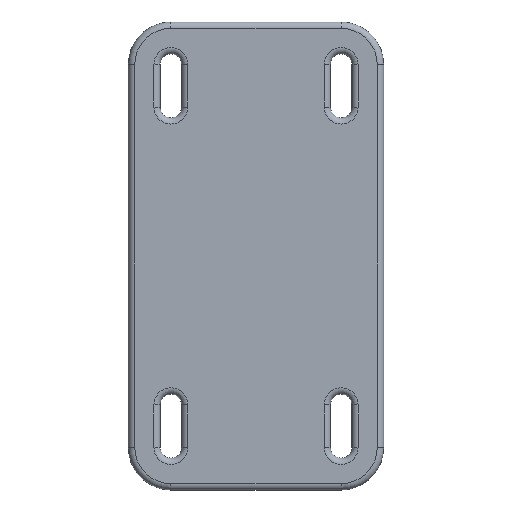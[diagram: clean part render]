
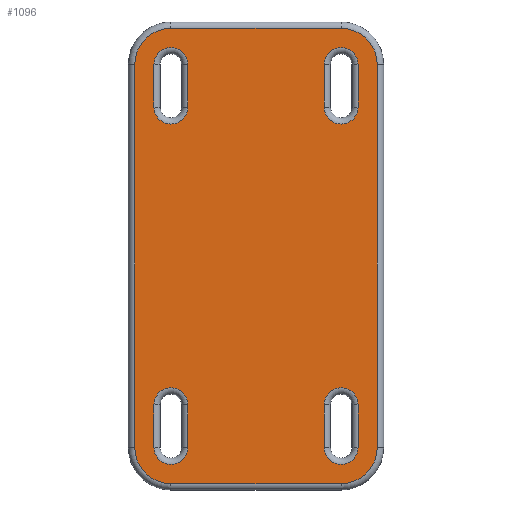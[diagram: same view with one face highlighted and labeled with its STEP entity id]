
A CAD part, top view. The second image highlights one B-rep face of the part: STEP entity #1096.
In plain terms, the highlighted planar face has unit normal (0, 0, 1).
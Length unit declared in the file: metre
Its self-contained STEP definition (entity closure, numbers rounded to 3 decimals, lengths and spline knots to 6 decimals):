
#40=CIRCLE('',#1188,0.0085);
#41=CIRCLE('',#1189,0.0085);
#42=CIRCLE('',#1190,0.0085);
#43=CIRCLE('',#1191,0.0085);
#44=CIRCLE('',#1192,0.004);
#45=CIRCLE('',#1193,0.004);
#46=CIRCLE('',#1194,0.004);
#47=CIRCLE('',#1195,0.004);
#48=CIRCLE('',#1196,0.004);
#49=CIRCLE('',#1197,0.004);
#50=CIRCLE('',#1198,0.004);
#51=CIRCLE('',#1199,0.004);
#192=ORIENTED_EDGE('',*,*,#524,.T.);
#193=ORIENTED_EDGE('',*,*,#525,.T.);
#194=ORIENTED_EDGE('',*,*,#526,.T.);
#195=ORIENTED_EDGE('',*,*,#527,.T.);
#196=ORIENTED_EDGE('',*,*,#528,.T.);
#197=ORIENTED_EDGE('',*,*,#529,.T.);
#198=ORIENTED_EDGE('',*,*,#530,.T.);
#199=ORIENTED_EDGE('',*,*,#531,.T.);
#200=ORIENTED_EDGE('',*,*,#532,.T.);
#201=ORIENTED_EDGE('',*,*,#533,.T.);
#202=ORIENTED_EDGE('',*,*,#534,.T.);
#203=ORIENTED_EDGE('',*,*,#535,.T.);
#204=ORIENTED_EDGE('',*,*,#536,.T.);
#205=ORIENTED_EDGE('',*,*,#537,.T.);
#206=ORIENTED_EDGE('',*,*,#538,.T.);
#207=ORIENTED_EDGE('',*,*,#539,.T.);
#208=ORIENTED_EDGE('',*,*,#540,.T.);
#209=ORIENTED_EDGE('',*,*,#541,.T.);
#210=ORIENTED_EDGE('',*,*,#542,.T.);
#211=ORIENTED_EDGE('',*,*,#543,.T.);
#212=ORIENTED_EDGE('',*,*,#544,.T.);
#213=ORIENTED_EDGE('',*,*,#545,.T.);
#214=ORIENTED_EDGE('',*,*,#546,.T.);
#215=ORIENTED_EDGE('',*,*,#547,.T.);
#524=EDGE_CURVE('',#688,#689,#784,.T.);
#525=EDGE_CURVE('',#689,#690,#40,.T.);
#526=EDGE_CURVE('',#690,#691,#785,.T.);
#527=EDGE_CURVE('',#691,#692,#41,.T.);
#528=EDGE_CURVE('',#692,#693,#786,.F.);
#529=EDGE_CURVE('',#693,#694,#42,.T.);
#530=EDGE_CURVE('',#694,#695,#787,.F.);
#531=EDGE_CURVE('',#695,#688,#43,.T.);
#532=EDGE_CURVE('',#696,#697,#788,.F.);
#533=EDGE_CURVE('',#697,#698,#44,.F.);
#534=EDGE_CURVE('',#698,#699,#789,.F.);
#535=EDGE_CURVE('',#699,#696,#45,.F.);
#536=EDGE_CURVE('',#700,#701,#790,.F.);
#537=EDGE_CURVE('',#701,#702,#46,.F.);
#538=EDGE_CURVE('',#702,#703,#791,.F.);
#539=EDGE_CURVE('',#703,#700,#47,.F.);
#540=EDGE_CURVE('',#704,#705,#792,.F.);
#541=EDGE_CURVE('',#705,#706,#48,.F.);
#542=EDGE_CURVE('',#706,#707,#793,.F.);
#543=EDGE_CURVE('',#707,#704,#49,.F.);
#544=EDGE_CURVE('',#708,#709,#794,.F.);
#545=EDGE_CURVE('',#709,#710,#50,.F.);
#546=EDGE_CURVE('',#710,#711,#795,.F.);
#547=EDGE_CURVE('',#711,#708,#51,.F.);
#688=VERTEX_POINT('',#1806);
#689=VERTEX_POINT('',#1807);
#690=VERTEX_POINT('',#1809);
#691=VERTEX_POINT('',#1811);
#692=VERTEX_POINT('',#1813);
#693=VERTEX_POINT('',#1815);
#694=VERTEX_POINT('',#1817);
#695=VERTEX_POINT('',#1819);
#696=VERTEX_POINT('',#1822);
#697=VERTEX_POINT('',#1823);
#698=VERTEX_POINT('',#1825);
#699=VERTEX_POINT('',#1827);
#700=VERTEX_POINT('',#1830);
#701=VERTEX_POINT('',#1831);
#702=VERTEX_POINT('',#1833);
#703=VERTEX_POINT('',#1835);
#704=VERTEX_POINT('',#1838);
#705=VERTEX_POINT('',#1839);
#706=VERTEX_POINT('',#1841);
#707=VERTEX_POINT('',#1843);
#708=VERTEX_POINT('',#1846);
#709=VERTEX_POINT('',#1847);
#710=VERTEX_POINT('',#1849);
#711=VERTEX_POINT('',#1851);
#784=LINE('',#1805,#856);
#785=LINE('',#1810,#857);
#786=LINE('',#1814,#858);
#787=LINE('',#1818,#859);
#788=LINE('',#1821,#860);
#789=LINE('',#1826,#861);
#790=LINE('',#1829,#862);
#791=LINE('',#1834,#863);
#792=LINE('',#1837,#864);
#793=LINE('',#1842,#865);
#794=LINE('',#1845,#866);
#795=LINE('',#1850,#867);
#856=VECTOR('',#1387,1.);
#857=VECTOR('',#1390,1.);
#858=VECTOR('',#1393,1.);
#859=VECTOR('',#1396,1.);
#860=VECTOR('',#1399,1.);
#861=VECTOR('',#1402,1.);
#862=VECTOR('',#1405,1.);
#863=VECTOR('',#1408,1.);
#864=VECTOR('',#1411,1.);
#865=VECTOR('',#1414,1.);
#866=VECTOR('',#1417,1.);
#867=VECTOR('',#1420,1.);
#918=EDGE_LOOP('',(#192,#193,#194,#195,#196,#197,#198,#199));
#919=EDGE_LOOP('',(#200,#201,#202,#203));
#920=EDGE_LOOP('',(#204,#205,#206,#207));
#921=EDGE_LOOP('',(#208,#209,#210,#211));
#922=EDGE_LOOP('',(#212,#213,#214,#215));
#1000=FACE_BOUND('',#918,.T.);
#1001=FACE_BOUND('',#919,.T.);
#1002=FACE_BOUND('',#920,.T.);
#1003=FACE_BOUND('',#921,.T.);
#1004=FACE_BOUND('',#922,.T.);
#1080=PLANE('',#1187);
#1096=ADVANCED_FACE('',(#1000,#1001,#1002,#1003,#1004),#1080,.T.);
#1187=AXIS2_PLACEMENT_3D('',#1804,#1385,#1386);
#1188=AXIS2_PLACEMENT_3D('',#1808,#1388,#1389);
#1189=AXIS2_PLACEMENT_3D('',#1812,#1391,#1392);
#1190=AXIS2_PLACEMENT_3D('',#1816,#1394,#1395);
#1191=AXIS2_PLACEMENT_3D('',#1820,#1397,#1398);
#1192=AXIS2_PLACEMENT_3D('',#1824,#1400,#1401);
#1193=AXIS2_PLACEMENT_3D('',#1828,#1403,#1404);
#1194=AXIS2_PLACEMENT_3D('',#1832,#1406,#1407);
#1195=AXIS2_PLACEMENT_3D('',#1836,#1409,#1410);
#1196=AXIS2_PLACEMENT_3D('',#1840,#1412,#1413);
#1197=AXIS2_PLACEMENT_3D('',#1844,#1415,#1416);
#1198=AXIS2_PLACEMENT_3D('',#1848,#1418,#1419);
#1199=AXIS2_PLACEMENT_3D('',#1852,#1421,#1422);
#1385=DIRECTION('',(0.,0.,1.));
#1386=DIRECTION('',(1.,0.,0.));
#1387=DIRECTION('',(0.,1.,0.));
#1388=DIRECTION('',(0.,0.,1.));
#1389=DIRECTION('',(1.,0.,0.));
#1390=DIRECTION('',(-1.,0.,0.));
#1391=DIRECTION('',(0.,0.,1.));
#1392=DIRECTION('',(1.,0.,0.));
#1393=DIRECTION('',(0.,1.,0.));
#1394=DIRECTION('',(0.,0.,1.));
#1395=DIRECTION('',(1.,0.,0.));
#1396=DIRECTION('',(-1.,0.,0.));
#1397=DIRECTION('',(0.,0.,1.));
#1398=DIRECTION('',(1.,0.,0.));
#1399=DIRECTION('',(0.,-1.,0.));
#1400=DIRECTION('',(0.,0.,1.));
#1401=DIRECTION('',(1.,0.,0.));
#1402=DIRECTION('',(0.,1.,0.));
#1403=DIRECTION('',(0.,0.,1.));
#1404=DIRECTION('',(1.,0.,0.));
#1405=DIRECTION('',(0.,-1.,0.));
#1406=DIRECTION('',(0.,0.,1.));
#1407=DIRECTION('',(1.,0.,0.));
#1408=DIRECTION('',(0.,1.,0.));
#1409=DIRECTION('',(0.,0.,1.));
#1410=DIRECTION('',(1.,0.,0.));
#1411=DIRECTION('',(0.,-1.,0.));
#1412=DIRECTION('',(0.,0.,1.));
#1413=DIRECTION('',(1.,0.,0.));
#1414=DIRECTION('',(0.,1.,0.));
#1415=DIRECTION('',(0.,0.,1.));
#1416=DIRECTION('',(1.,0.,0.));
#1417=DIRECTION('',(0.,-1.,0.));
#1418=DIRECTION('',(0.,0.,1.));
#1419=DIRECTION('',(1.,0.,0.));
#1420=DIRECTION('',(0.,1.,0.));
#1421=DIRECTION('',(0.,0.,1.));
#1422=DIRECTION('',(1.,0.,0.));
#1804=CARTESIAN_POINT('',(0.01,0.02,0.005));
#1805=CARTESIAN_POINT('',(0.0585,0.105,0.005));
#1806=CARTESIAN_POINT('',(0.0585,0.015,0.005));
#1807=CARTESIAN_POINT('',(0.0585,0.105,0.005));
#1808=CARTESIAN_POINT('',(0.05,0.105,0.005));
#1809=CARTESIAN_POINT('',(0.05,0.1135,0.005));
#1810=CARTESIAN_POINT('',(0.01,0.1135,0.005));
#1811=CARTESIAN_POINT('',(0.01,0.1135,0.005));
#1812=CARTESIAN_POINT('',(0.01,0.105,0.005));
#1813=CARTESIAN_POINT('',(0.0015,0.105,0.005));
#1814=CARTESIAN_POINT('',(0.0015,0.02,0.005));
#1815=CARTESIAN_POINT('',(0.0015,0.015,0.005));
#1816=CARTESIAN_POINT('',(0.01,0.015,0.005));
#1817=CARTESIAN_POINT('',(0.01,0.0065,0.005));
#1818=CARTESIAN_POINT('',(0.01,0.0065,0.005));
#1819=CARTESIAN_POINT('',(0.05,0.0065,0.005));
#1820=CARTESIAN_POINT('',(0.05,0.015,0.005));
#1821=CARTESIAN_POINT('',(0.006,0.02,0.005));
#1822=CARTESIAN_POINT('',(0.006,0.015,0.005));
#1823=CARTESIAN_POINT('',(0.006,0.025,0.005));
#1824=CARTESIAN_POINT('',(0.01,0.025,0.005));
#1825=CARTESIAN_POINT('',(0.014,0.025,0.005));
#1826=CARTESIAN_POINT('',(0.014,0.02,0.005));
#1827=CARTESIAN_POINT('',(0.014,0.015,0.005));
#1828=CARTESIAN_POINT('',(0.01,0.015,0.005));
#1829=CARTESIAN_POINT('',(0.046,0.02,0.005));
#1830=CARTESIAN_POINT('',(0.046,0.015,0.005));
#1831=CARTESIAN_POINT('',(0.046,0.025,0.005));
#1832=CARTESIAN_POINT('',(0.05,0.025,0.005));
#1833=CARTESIAN_POINT('',(0.054,0.025,0.005));
#1834=CARTESIAN_POINT('',(0.054,0.02,0.005));
#1835=CARTESIAN_POINT('',(0.054,0.015,0.005));
#1836=CARTESIAN_POINT('',(0.05,0.015,0.005));
#1837=CARTESIAN_POINT('',(0.006,0.1,0.005));
#1838=CARTESIAN_POINT('',(0.006,0.095,0.005));
#1839=CARTESIAN_POINT('',(0.006,0.105,0.005));
#1840=CARTESIAN_POINT('',(0.01,0.105,0.005));
#1841=CARTESIAN_POINT('',(0.014,0.105,0.005));
#1842=CARTESIAN_POINT('',(0.014,0.1,0.005));
#1843=CARTESIAN_POINT('',(0.014,0.095,0.005));
#1844=CARTESIAN_POINT('',(0.01,0.095,0.005));
#1845=CARTESIAN_POINT('',(0.046,0.1,0.005));
#1846=CARTESIAN_POINT('',(0.046,0.095,0.005));
#1847=CARTESIAN_POINT('',(0.046,0.105,0.005));
#1848=CARTESIAN_POINT('',(0.05,0.105,0.005));
#1849=CARTESIAN_POINT('',(0.054,0.105,0.005));
#1850=CARTESIAN_POINT('',(0.054,0.1,0.005));
#1851=CARTESIAN_POINT('',(0.054,0.095,0.005));
#1852=CARTESIAN_POINT('',(0.05,0.095,0.005));
